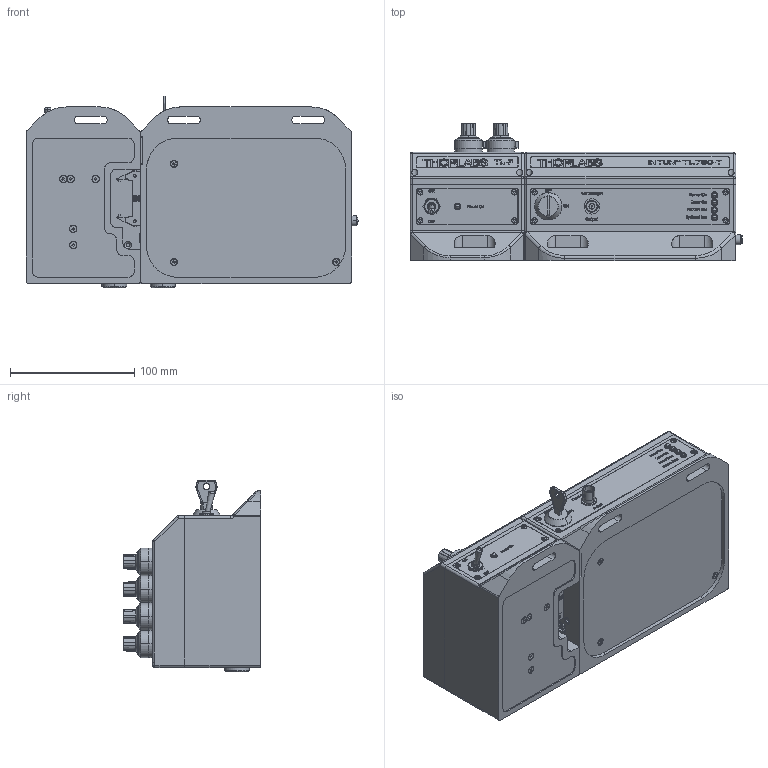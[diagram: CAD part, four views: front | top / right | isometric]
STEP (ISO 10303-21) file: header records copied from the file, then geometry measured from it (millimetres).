
FILE_DESCRIPTION (( 'STEP AP203' ), '1' );
FILE_NAME ('INTUN-TL780-T.STEP', '2008-02-14T11:59:59', ( ' ' ), ( '' ), 'SwSTEP 2.0', 'SolidWorks 2007', '' );
FILE_SCHEMA (( 'CONFIG_CONTROL_DESIGN' ));
Products named in the file (1): INTUN-TL780-T
Bounding box: 267 x 110.3 x 154.2 mm (x, y, z)
Surface area: 352196.3 mm2 (no closed solid volume)
Topology: 0 solids, 202 shells, 7368 faces, 20200 edges, 13474 vertices
Faces by surface type: plane 5097, cylinder 1137, cone 422, torus 329, bspline 323, sphere 60
Entity records: 250674 total; most frequent: CARTESIAN_POINT 68285, ORIENTED_EDGE 39548, DIRECTION 34572, EDGE_CURVE 20080, VECTOR 13598, LINE 13598, VERTEX_POINT 13474, AXIS2_PLACEMENT_3D 10487
